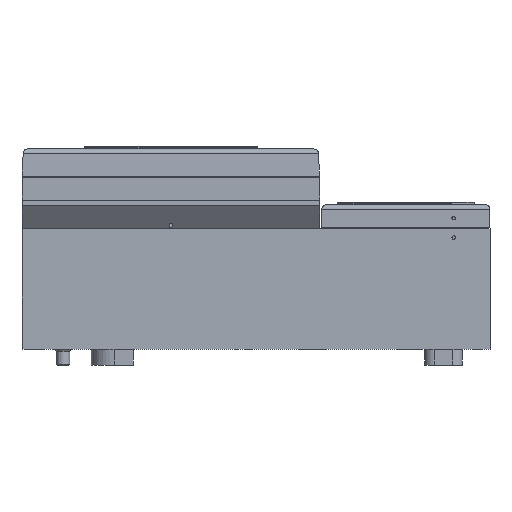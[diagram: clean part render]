
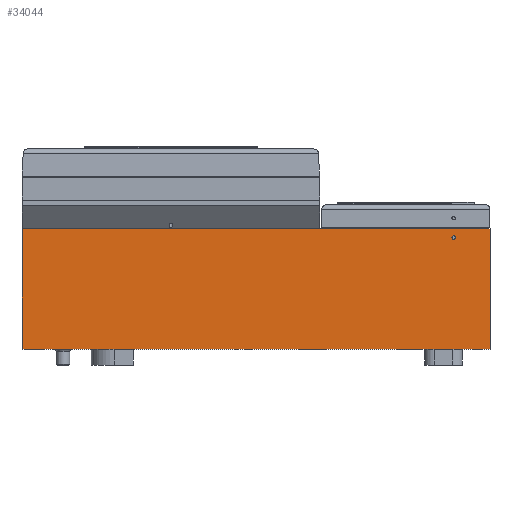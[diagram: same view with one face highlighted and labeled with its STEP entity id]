
A CAD part, left-side view. The second image highlights one B-rep face of the part: STEP entity #34044.
In plain terms, the highlighted planar face has unit normal (-1, 0, 0).
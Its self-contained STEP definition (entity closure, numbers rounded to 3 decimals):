
#13425=CARTESIAN_POINT('',(-41.421,7.461,56.));
#13426=VERTEX_POINT('',#13425);
#13433=CARTESIAN_POINT('',(-41.421,7.461,56.));
#13434=VERTEX_POINT('',#13433);
#13435=CARTESIAN_POINT('',(-41.421,7.461,56.));
#13436=DIRECTION('',(0.0,0.0,1.0));
#13437=VECTOR('',#13436,0.);
#13438=LINE('',#13435,#13437);
#13439=EDGE_CURVE('',#13434,#13426,#13438,.T.);
#13465=CARTESIAN_POINT('',(-41.421,138.461,56.));
#13466=VERTEX_POINT('',#13465);
#13473=CARTESIAN_POINT('',(-41.421,7.461,56.));
#13474=DIRECTION('',(0.0,1.0,0.0));
#13475=VECTOR('',#13474,131.);
#13476=LINE('',#13473,#13475);
#13477=EDGE_CURVE('',#13426,#13466,#13476,.T.);
#13531=CARTESIAN_POINT('',(-41.421,-51.539,52.75));
#13532=VERTEX_POINT('',#13531);
#13533=CARTESIAN_POINT('',(-41.421,-51.539,52.0));
#13534=DIRECTION('',(1.0,0.0,0.0));
#13535=DIRECTION('',(0.0,0.0,1.0));
#13536=AXIS2_PLACEMENT_3D('',#13533,#13534,#13535);
#13537=CIRCLE('',#13536,0.75);
#13538=EDGE_CURVE('',#13532,#13532,#13537,.T.);
#17182=CARTESIAN_POINT('',(-41.421,-67.539,2.8));
#17183=VERTEX_POINT('',#17182);
#17190=CARTESIAN_POINT('',(-41.421,138.461,2.8));
#17191=VERTEX_POINT('',#17190);
#17192=CARTESIAN_POINT('',(-41.421,138.461,2.8));
#17193=DIRECTION('',(0.0,-1.0,0.0));
#17194=VECTOR('',#17193,206.0);
#17195=LINE('',#17192,#17194);
#17196=EDGE_CURVE('',#17191,#17183,#17195,.T.);
#26957=CARTESIAN_POINT('',(-41.421,-67.539,56.0));
#26958=VERTEX_POINT('',#26957);
#26965=CARTESIAN_POINT('',(-41.421,-67.539,2.8));
#26966=DIRECTION('',(0.0,0.0,1.0));
#26967=VECTOR('',#26966,53.2);
#26968=LINE('',#26965,#26967);
#26969=EDGE_CURVE('',#17183,#26958,#26968,.T.);
#31817=CARTESIAN_POINT('',(-41.421,-67.539,56.0));
#31818=DIRECTION('',(0.0,1.0,0.0));
#31819=VECTOR('',#31818,75.);
#31820=LINE('',#31817,#31819);
#31821=EDGE_CURVE('',#26958,#13434,#31820,.T.);
#34023=CARTESIAN_POINT('',(-41.421,-67.539,0.0));
#34024=DIRECTION('',(-1.0,0.0,0.0));
#34025=DIRECTION('',(0.0,0.0,1.0));
#34026=AXIS2_PLACEMENT_3D('',#34023,#34024,#34025);
#34027=PLANE('',#34026);
#34028=ORIENTED_EDGE('',*,*,#17196,.T.);
#34029=ORIENTED_EDGE('',*,*,#26969,.T.);
#34030=ORIENTED_EDGE('',*,*,#31821,.T.);
#34031=ORIENTED_EDGE('',*,*,#13439,.T.);
#34032=ORIENTED_EDGE('',*,*,#13477,.T.);
#34033=CARTESIAN_POINT('',(-41.421,138.461,2.8));
#34034=DIRECTION('',(0.0,0.0,1.0));
#34035=VECTOR('',#34034,53.2);
#34036=LINE('',#34033,#34035);
#34037=EDGE_CURVE('',#17191,#13466,#34036,.T.);
#34038=ORIENTED_EDGE('',*,*,#34037,.F.);
#34039=EDGE_LOOP('',(#34028,#34029,#34030,#34031,#34032,#34038));
#34040=FACE_OUTER_BOUND('',#34039,.T.);
#34041=ORIENTED_EDGE('',*,*,#13538,.T.);
#34042=EDGE_LOOP('',(#34041));
#34043=FACE_BOUND('',#34042,.T.);
#34044=ADVANCED_FACE('',(#34040,#34043),#34027,.T.);
